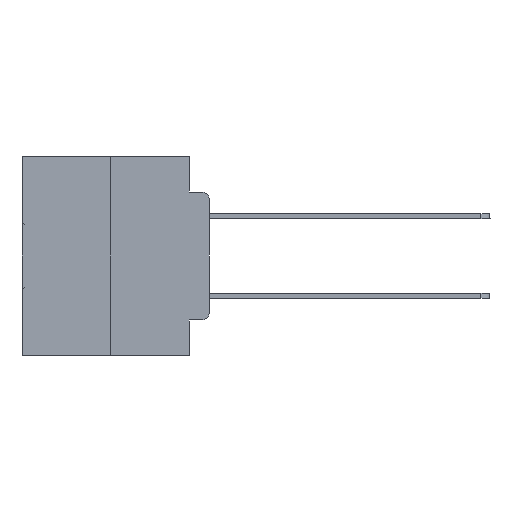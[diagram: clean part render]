
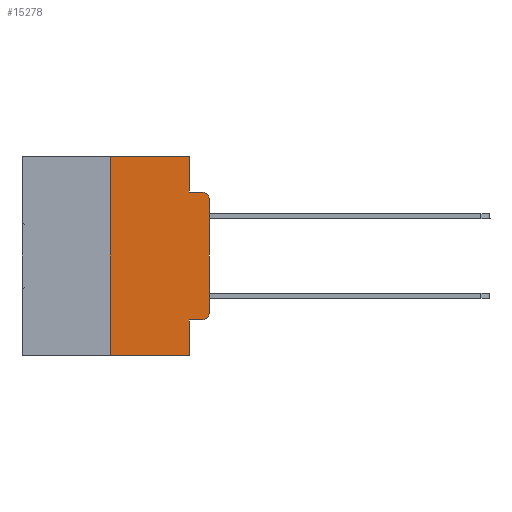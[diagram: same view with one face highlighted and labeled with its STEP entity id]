
A CAD part, left-side view. The second image highlights one B-rep face of the part: STEP entity #15278.
In plain terms, the highlighted planar face has unit normal (-1, 0, 0).
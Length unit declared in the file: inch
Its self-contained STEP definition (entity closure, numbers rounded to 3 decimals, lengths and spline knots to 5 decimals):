
#427 = CARTESIAN_POINT ( 'NONE',  ( 0., 0.473, -0.5 ) ) ;
#460 = EDGE_CURVE ( 'NONE', #2233, #533, #31130, .T. ) ;
#533 = VERTEX_POINT ( 'NONE', #5181 ) ;
#595 = FACE_OUTER_BOUND ( 'NONE', #21258, .T. ) ;
#648 = CARTESIAN_POINT ( 'NONE',  ( 0., 0.051, -0.0885 ) ) ;
#781 = LINE ( 'NONE', #15643, #30573 ) ;
#940 = LINE ( 'NONE', #12885, #30057 ) ;
#1094 = DIRECTION ( 'NONE',  ( 0., 0., -1. ) ) ;
#1320 = VERTEX_POINT ( 'NONE', #16967 ) ;
#1436 = EDGE_CURVE ( 'NONE', #31695, #25982, #781, .T. ) ;
#1514 = EDGE_CURVE ( 'NONE', #25982, #19438, #940, .T. ) ;
#2233 = VERTEX_POINT ( 'NONE', #3273 ) ;
#2407 = DIRECTION ( 'NONE',  ( 0., 0., -1. ) ) ;
#2418 = LINE ( 'NONE', #5315, #17209 ) ;
#3273 = CARTESIAN_POINT ( 'NONE',  ( 0., 0.051, -0.4115 ) ) ;
#3377 = ORIENTED_EDGE ( 'NONE', *, *, #1436, .F. ) ;
#3845 = VERTEX_POINT ( 'NONE', #20941 ) ;
#4003 = AXIS2_PLACEMENT_3D ( 'NONE', #30379, #18080, #5757 ) ;
#5086 = LINE ( 'NONE', #427, #19724 ) ;
#5181 = CARTESIAN_POINT ( 'NONE',  ( 0., 0.02, -0.4115 ) ) ;
#5183 = VECTOR ( 'NONE', #27276, 39.37008 ) ;
#5315 = CARTESIAN_POINT ( 'NONE',  ( 0., 0.051, 0. ) ) ;
#5390 = EDGE_CURVE ( 'NONE', #19584, #19438, #27255, .T. ) ;
#5757 = DIRECTION ( 'NONE',  ( 0., 0., -1. ) ) ;
#5772 = ORIENTED_EDGE ( 'NONE', *, *, #15276, .T. ) ;
#6621 = CARTESIAN_POINT ( 'NONE',  ( 0., 0.051, 0. ) ) ;
#6930 = CARTESIAN_POINT ( 'NONE',  ( 0., 0.02, -0.0885 ) ) ;
#7102 = EDGE_CURVE ( 'NONE', #8689, #25550, #26657, .T. ) ;
#7995 = CARTESIAN_POINT ( 'NONE',  ( 0., 0.473, 0. ) ) ;
#8689 = VERTEX_POINT ( 'NONE', #11771 ) ;
#8749 = ORIENTED_EDGE ( 'NONE', *, *, #1514, .F. ) ;
#8922 = DIRECTION ( 'NONE',  ( 0., -1., 0. ) ) ;
#9765 = ORIENTED_EDGE ( 'NONE', *, *, #5390, .T. ) ;
#10147 = DIRECTION ( 'NONE',  ( -1., 0., 0. ) ) ;
#10582 = LINE ( 'NONE', #24689, #5183 ) ;
#11665 = CARTESIAN_POINT ( 'NONE',  ( 0., 0.051, -0.4115 ) ) ;
#11771 = CARTESIAN_POINT ( 'NONE',  ( 0., 0.25, -0.5 ) ) ;
#11959 = ORIENTED_EDGE ( 'NONE', *, *, #23643, .F. ) ;
#12885 = CARTESIAN_POINT ( 'NONE',  ( 0., 0.051, -0.0885 ) ) ;
#13976 = EDGE_CURVE ( 'NONE', #8689, #1320, #5086, .T. ) ;
#14361 = LINE ( 'NONE', #31858, #26068 ) ;
#14971 = PLANE ( 'NONE',  #23296 ) ;
#15276 = EDGE_CURVE ( 'NONE', #3845, #19584, #10582, .T. ) ;
#15278 = ADVANCED_FACE ( 'NONE', ( #595 ), #14971, .F. ) ;
#15455 = DIRECTION ( 'NONE',  ( 0., 0., -1. ) ) ;
#15643 = CARTESIAN_POINT ( 'NONE',  ( 0., 0.051, 0. ) ) ;
#16044 = ORIENTED_EDGE ( 'NONE', *, *, #7102, .F. ) ;
#16967 = CARTESIAN_POINT ( 'NONE',  ( 0., 0.051, -0.5 ) ) ;
#17209 = VECTOR ( 'NONE', #1094, 39.37008 ) ;
#18080 = DIRECTION ( 'NONE',  ( -1., 0., 0. ) ) ;
#19229 = AXIS2_PLACEMENT_3D ( 'NONE', #24743, #10147, #2407 ) ;
#19438 = VERTEX_POINT ( 'NONE', #6930 ) ;
#19584 = VERTEX_POINT ( 'NONE', #24581 ) ;
#19588 = EDGE_CURVE ( 'NONE', #533, #3845, #21815, .T. ) ;
#19724 = VECTOR ( 'NONE', #27748, 39.37008 ) ;
#19872 = VECTOR ( 'NONE', #31698, 39.37008 ) ;
#20238 = ORIENTED_EDGE ( 'NONE', *, *, #19588, .T. ) ;
#20333 = DIRECTION ( 'NONE',  ( 1., 0., 0. ) ) ;
#20941 = CARTESIAN_POINT ( 'NONE',  ( 0., 0., -0.3915 ) ) ;
#21258 = EDGE_LOOP ( 'NONE', ( #5772, #9765, #8749, #3377, #11959, #16044, #21721, #26414, #28181, #20238 ) ) ;
#21668 = CARTESIAN_POINT ( 'NONE',  ( 0., 0.25, 0. ) ) ;
#21721 = ORIENTED_EDGE ( 'NONE', *, *, #13976, .T. ) ;
#21815 = CIRCLE ( 'NONE', #19229, 0.02 ) ;
#22019 = EDGE_CURVE ( 'NONE', #2233, #1320, #2418, .T. ) ;
#23296 = AXIS2_PLACEMENT_3D ( 'NONE', #7995, #20333, #15455 ) ;
#23643 = EDGE_CURVE ( 'NONE', #25550, #31695, #14361, .T. ) ;
#23766 = DIRECTION ( 'NONE',  ( 0., -1., 0. ) ) ;
#24581 = CARTESIAN_POINT ( 'NONE',  ( 0., 0., -0.1085 ) ) ;
#24689 = CARTESIAN_POINT ( 'NONE',  ( 0., 0., 0. ) ) ;
#24743 = CARTESIAN_POINT ( 'NONE',  ( 0., 0.02, -0.3915 ) ) ;
#25550 = VERTEX_POINT ( 'NONE', #29799 ) ;
#25668 = DIRECTION ( 'NONE',  ( 0., 0., -1. ) ) ;
#25982 = VERTEX_POINT ( 'NONE', #648 ) ;
#26068 = VECTOR ( 'NONE', #23766, 39.37008 ) ;
#26414 = ORIENTED_EDGE ( 'NONE', *, *, #22019, .F. ) ;
#26657 = LINE ( 'NONE', #21668, #19872 ) ;
#27255 = CIRCLE ( 'NONE', #4003, 0.02 ) ;
#27276 = DIRECTION ( 'NONE',  ( 0., 0., 1. ) ) ;
#27376 = VECTOR ( 'NONE', #8922, 39.37008 ) ;
#27748 = DIRECTION ( 'NONE',  ( 0., -1., 0. ) ) ;
#28181 = ORIENTED_EDGE ( 'NONE', *, *, #460, .T. ) ;
#28260 = DIRECTION ( 'NONE',  ( 0., -1., 0. ) ) ;
#29799 = CARTESIAN_POINT ( 'NONE',  ( 0., 0.25, 0. ) ) ;
#30057 = VECTOR ( 'NONE', #28260, 39.37008 ) ;
#30379 = CARTESIAN_POINT ( 'NONE',  ( 0., 0.02, -0.1085 ) ) ;
#30573 = VECTOR ( 'NONE', #25668, 39.37008 ) ;
#31130 = LINE ( 'NONE', #11665, #27376 ) ;
#31695 = VERTEX_POINT ( 'NONE', #6621 ) ;
#31698 = DIRECTION ( 'NONE',  ( 0., 0., 1. ) ) ;
#31858 = CARTESIAN_POINT ( 'NONE',  ( 0., 0.473, 0. ) ) ;
